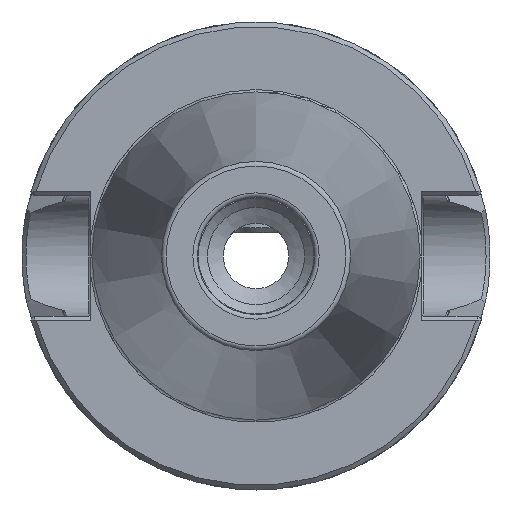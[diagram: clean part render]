
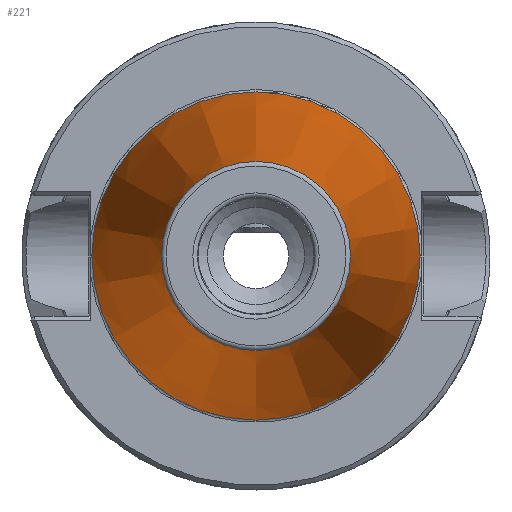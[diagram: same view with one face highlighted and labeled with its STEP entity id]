
A CAD part, left-side view. The second image highlights one B-rep face of the part: STEP entity #221.
In plain terms, the highlighted conical face has half-angle 8.297 degrees and reference radius 20.204 mm.
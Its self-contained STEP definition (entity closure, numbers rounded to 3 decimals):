
#221 = ADVANCED_FACE( '', ( #500, #501 ), #502, .T. );
#500 = FACE_OUTER_BOUND( '', #846, .T. );
#501 = FACE_BOUND( '', #847, .T. );
#502 = CONICAL_SURFACE( '', #848, 20.204, 0.145 );
#846 = EDGE_LOOP( '', ( #1406 ) );
#847 = EDGE_LOOP( '', ( #1407 ) );
#848 = AXIS2_PLACEMENT_3D( '', #1408, #1409, #1410 );
#1406 = ORIENTED_EDGE( '', *, *, #1973, .T. );
#1407 = ORIENTED_EDGE( '', *, *, #1968, .F. );
#1408 = CARTESIAN_POINT( '', ( -100.944, 0., 0. ) );
#1409 = DIRECTION( '', ( 1., 0., 0. ) );
#1410 = DIRECTION( '', ( 0., 0., -1. ) );
#1968 = EDGE_CURVE( '', #2372, #2372, #2373, .T. );
#1973 = EDGE_CURVE( '', #2379, #2379, #2380, .T. );
#2372 = VERTEX_POINT( '', #3248 );
#2373 = CIRCLE( '', #3249, 20.204 );
#2379 = VERTEX_POINT( '', #3257 );
#2380 = CIRCLE( '', #3258, 35.065 );
#3248 = CARTESIAN_POINT( '', ( -100.944, 0., 20.204 ) );
#3249 = AXIS2_PLACEMENT_3D( '', #3708, #3709, #3710 );
#3257 = CARTESIAN_POINT( '', ( 0.963, 0., 35.065 ) );
#3258 = AXIS2_PLACEMENT_3D( '', #3713, #3714, #3715 );
#3708 = CARTESIAN_POINT( '', ( -100.944, 0., 0. ) );
#3709 = DIRECTION( '', ( -1., 0., 0. ) );
#3710 = DIRECTION( '', ( 0., 0., 1. ) );
#3713 = CARTESIAN_POINT( '', ( 0.963, 0., 0. ) );
#3714 = DIRECTION( '', ( -1., 0., 0. ) );
#3715 = DIRECTION( '', ( 0., 0., 1. ) );
